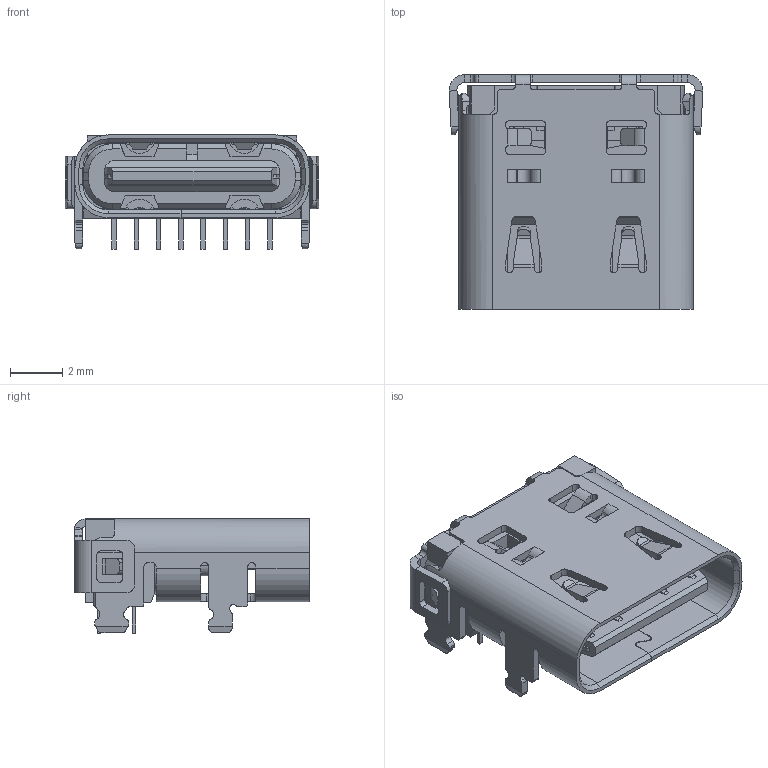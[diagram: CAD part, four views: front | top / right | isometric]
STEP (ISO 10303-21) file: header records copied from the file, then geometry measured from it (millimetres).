
FILE_DESCRIPTION(/* description */ (''),/* implementation_level */ '2;1');
FILE_NAME(/* name */ 'GSB1C211110DS1HR.step',/* time_stamp */ '2024-07-02T07:22:20+02:00',/* author */ (''),/* organization */ (''),/* preprocessor_version */ 'ST-DEVELOPER v20',/* originating_system */ 'Autodesk Translation Framework v13.14.0.145',/* authorisation */ '');
FILE_SCHEMA (('AUTOMOTIVE_DESIGN { 1 0 10303 214 3 1 1 }'));
Length unit declared in the file: millimetre
Products named in the file (1): (Unsaved)
Bounding box: 9.69 x 8.97 x 4.36 mm (x, y, z)
Volume: 152.4 mm3; surface area: 605.7 mm2
Topology: 1 solids, 1 shells, 1243 faces, 3364 edges, 2017 vertices
Faces by surface type: plane 859, cylinder 320, bspline 44, cone 20
Entity records: 41755 total; most frequent: CARTESIAN_POINT 8997, ORIENTED_EDGE 6728, DIRECTION 6432, EDGE_CURVE 3364, LINE 2496, VECTOR 2496, VERTEX_POINT 2017, AXIS2_PLACEMENT_3D 1968
